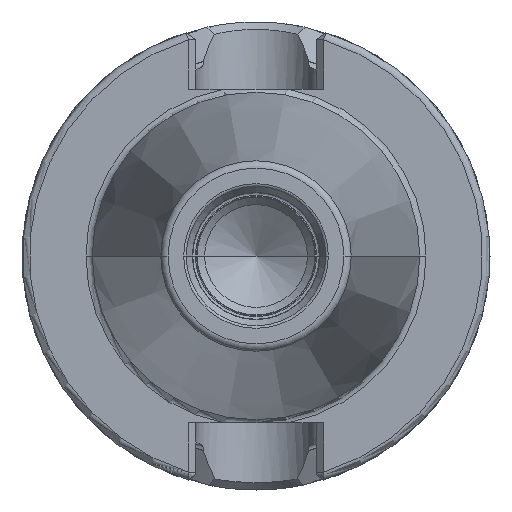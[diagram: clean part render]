
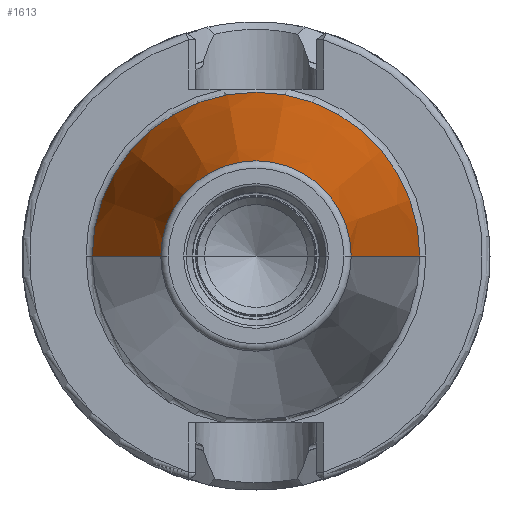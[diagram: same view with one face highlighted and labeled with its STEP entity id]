
A CAD part, left-side view. The second image highlights one B-rep face of the part: STEP entity #1613.
In plain terms, the highlighted conical face has half-angle 8.298 degrees and reference radius 17.426 mm.
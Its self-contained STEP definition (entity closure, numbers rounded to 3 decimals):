
#37=CARTESIAN_POINT('',(-64.544,0.,0.));
#38=DIRECTION('',(1.,0.,0.));
#39=DIRECTION('',(0.,1.,0.));
#40=AXIS2_PLACEMENT_3D('',#37,#38,#39);
#42=CARTESIAN_POINT('',(-1.267,0.,0.));
#43=DIRECTION('',(1.,0.,0.));
#44=DIRECTION('',(0.,1.,0.));
#45=AXIS2_PLACEMENT_3D('',#42,#43,#44);
#47=DIRECTION('',(-0.99,-0.144,0.));
#48=VECTOR('',#47,63.947);
#49=CARTESIAN_POINT('',(-1.267,22.04,0.));
#50=LINE('',#49,#48);
#51=DIRECTION('',(-0.99,0.144,0.));
#52=VECTOR('',#51,63.947);
#53=CARTESIAN_POINT('',(-1.267,-22.04,0.));
#54=LINE('',#53,#52);
#1294=CARTESIAN_POINT('',(-64.544,12.812,0.));
#1296=VERTEX_POINT('',#1294);
#1298=CARTESIAN_POINT('',(-64.544,-12.812,0.));
#1300=VERTEX_POINT('',#1298);
#1513=CARTESIAN_POINT('',(-1.267,22.04,0.));
#1514=VERTEX_POINT('',#1513);
#1515=CARTESIAN_POINT('',(-1.267,-22.04,0.));
#1516=VERTEX_POINT('',#1515);
#1599=CARTESIAN_POINT('',(-32.906,0.,0.));
#1600=DIRECTION('',(1.,0.,0.));
#1601=DIRECTION('',(0.,-1.,0.));
#1602=AXIS2_PLACEMENT_3D('',#1599,#1600,#1601);
#1603=CONICAL_SURFACE('',#1602,17.426,8.298);
#1605=ORIENTED_EDGE('',*,*,#1604,.F.);
#1607=ORIENTED_EDGE('',*,*,#1606,.T.);
#1609=ORIENTED_EDGE('',*,*,#1608,.T.);
#1610=ORIENTED_EDGE('',*,*,#1592,.F.);
#1611=EDGE_LOOP('',(#1605,#1607,#1609,#1610));
#1612=FACE_OUTER_BOUND('',#1611,.F.);
#1613=ADVANCED_FACE('',(#1612),#1603,.T.);
#41=CIRCLE('',#40,12.812);
#46=CIRCLE('',#45,22.04);
#1592=EDGE_CURVE('',#1296,#1300,#41,.T.);
#1604=EDGE_CURVE('',#1514,#1296,#50,.T.);
#1606=EDGE_CURVE('',#1514,#1516,#46,.T.);
#1608=EDGE_CURVE('',#1516,#1300,#54,.T.);
